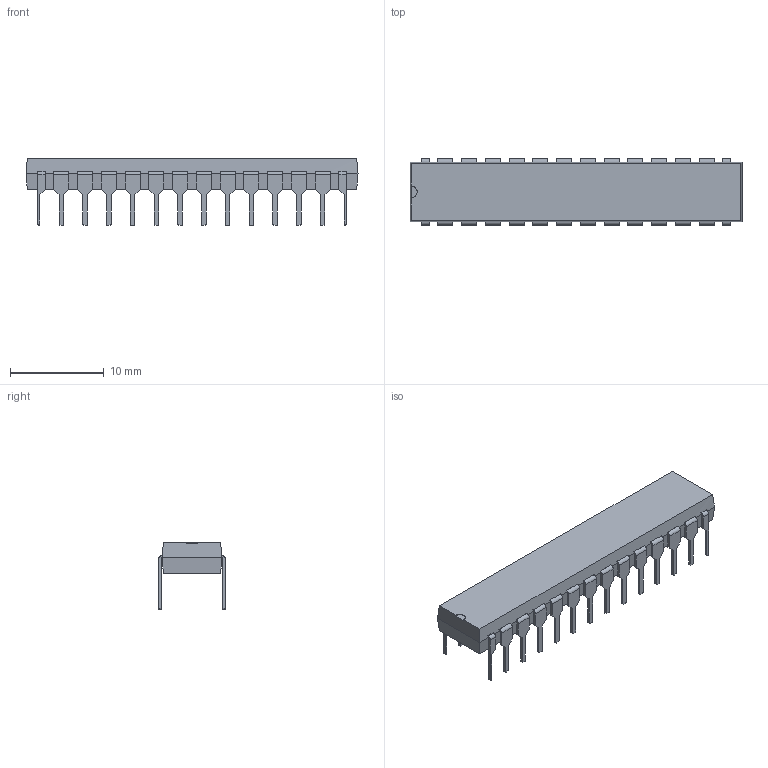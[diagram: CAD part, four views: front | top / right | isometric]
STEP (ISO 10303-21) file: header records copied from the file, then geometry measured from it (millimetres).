
FILE_DESCRIPTION (( 'STEP AP214' ), '1' );
FILE_NAME ('ATmega328_Optiboot_Uno.STEP', '2016-02-11T21:31:44', ( '' ), ( '' ), 'SwSTEP 2.0', 'SolidWorks 2016', '' );
FILE_SCHEMA (( 'AUTOMOTIVE_DESIGN' ));
Length unit declared in the file: millimetre
Products named in the file (1): ATmega328_Optiboot_Uno
Bounding box: 35.5 x 7.09 x 7.13 mm (x, y, z)
Volume: 753 mm3; surface area: 1056.6 mm2
Topology: 3 solids, 3 shells, 396 faces, 1091 edges, 724 vertices
Faces by surface type: plane 310, cylinder 82, bspline 4
Entity records: 12654 total; most frequent: CARTESIAN_POINT 2391, ORIENTED_EDGE 2182, DIRECTION 2024, EDGE_CURVE 1091, VECTOR 910, LINE 910, VERTEX_POINT 724, AXIS2_PLACEMENT_3D 557
